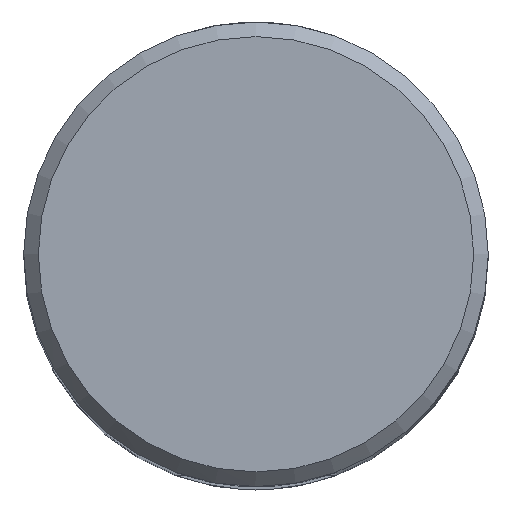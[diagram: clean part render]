
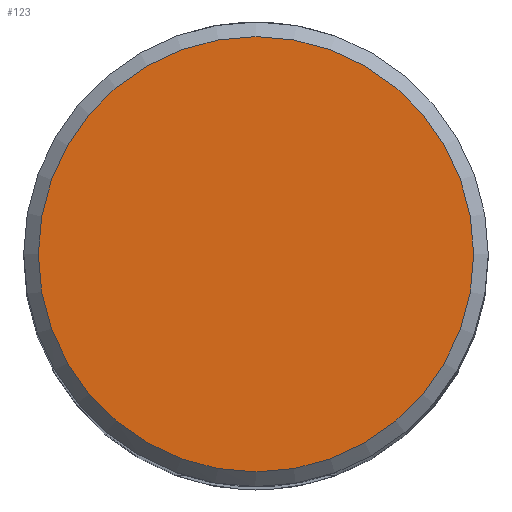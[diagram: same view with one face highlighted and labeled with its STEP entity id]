
A CAD part, top view. The second image highlights one B-rep face of the part: STEP entity #123.
In plain terms, the highlighted planar face has unit normal (0, 0, 1).
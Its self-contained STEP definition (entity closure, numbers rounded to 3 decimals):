
#73=PLANE('',#543);
#96=FACE_OUTER_BOUND('',#241,.T.);
#123=ADVANCED_FACE('',(#96),#73,.F.);
#241=EDGE_LOOP('',(#335));
#335=ORIENTED_EDGE('',*,*,#444,.T.);
#392=VERTEX_POINT('',#824);
#444=EDGE_CURVE('',#392,#392,#472,.T.);
#472=CIRCLE('',#542,7.428);
#542=AXIS2_PLACEMENT_3D('',#823,#661,#662);
#543=AXIS2_PLACEMENT_3D('',#825,#663,#664);
#661=DIRECTION('',(0.,0.,1.));
#662=DIRECTION('',(1.,0.,0.));
#663=DIRECTION('',(0.,0.,-1.));
#664=DIRECTION('',(1.,0.,0.));
#823=CARTESIAN_POINT('',(0.,0.,48.));
#824=CARTESIAN_POINT('',(7.428,0.,48.));
#825=CARTESIAN_POINT('',(7.428,0.,48.));
